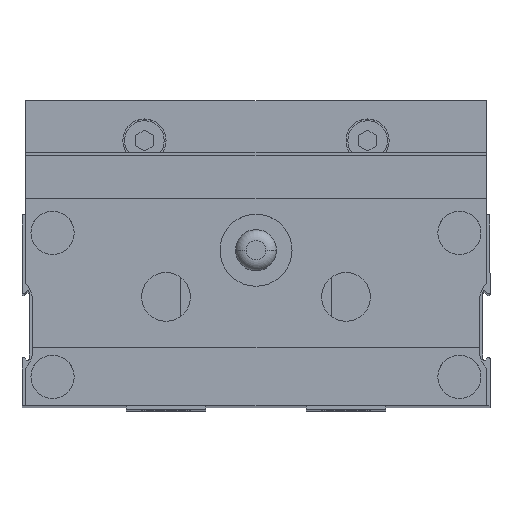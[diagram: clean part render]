
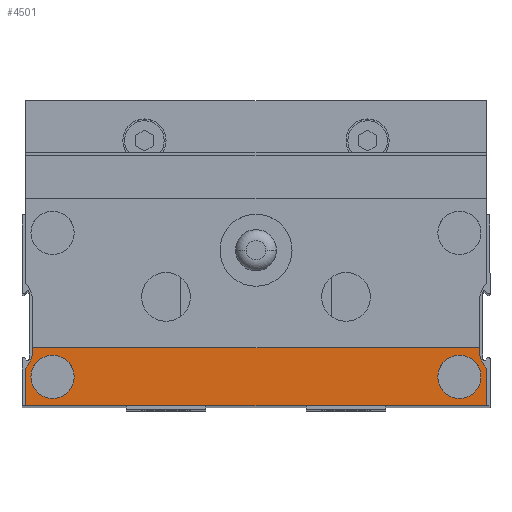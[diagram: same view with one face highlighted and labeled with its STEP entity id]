
A CAD part, top view. The second image highlights one B-rep face of the part: STEP entity #4501.
In plain terms, the highlighted planar face has unit normal (0, 0, 1).
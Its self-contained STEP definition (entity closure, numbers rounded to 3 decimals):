
#60 = FACE_OUTER_BOUND ( 'NONE', #13189, .T. ) ;
#624 = ORIENTED_EDGE ( 'NONE', *, *, #24551, .F. ) ;
#749 = DIRECTION ( 'NONE',  ( 1., 0., 0. ) ) ;
#797 = CARTESIAN_POINT ( 'NONE',  ( -32., 5.7, 163. ) ) ;
#814 = DIRECTION ( 'NONE',  ( 0., 0., 1. ) ) ;
#992 = CARTESIAN_POINT ( 'NONE',  ( 31.25, 4.5, 163. ) ) ;
#1288 = ORIENTED_EDGE ( 'NONE', *, *, #9934, .T. ) ;
#1480 = CIRCLE ( 'NONE', #14025, 4. ) ;
#1580 = CIRCLE ( 'NONE', #20177, 3. ) ;
#1886 = AXIS2_PLACEMENT_3D ( 'NONE', #9724, #17209, #24906 ) ;
#1896 = CIRCLE ( 'NONE', #3906, 3. ) ;
#1969 = AXIS2_PLACEMENT_3D ( 'NONE', #14381, #10935, #10815 ) ;
#2073 = DIRECTION ( 'NONE',  ( 1., 0., 0. ) ) ;
#2319 = AXIS2_PLACEMENT_3D ( 'NONE', #5091, #16287, #14744 ) ;
#2660 = VECTOR ( 'NONE', #749, 1000. ) ;
#2952 = VECTOR ( 'NONE', #8500, 1000. ) ;
#3060 = LINE ( 'NONE', #4840, #21170 ) ;
#3773 = EDGE_LOOP ( 'NONE', ( #11081, #8133 ) ) ;
#3906 = AXIS2_PLACEMENT_3D ( 'NONE', #4570, #814, #6607 ) ;
#3949 = LINE ( 'NONE', #15750, #11944 ) ;
#4195 = CARTESIAN_POINT ( 'NONE',  ( -31., 8.5, 163. ) ) ;
#4476 = ORIENTED_EDGE ( 'NONE', *, *, #14932, .T. ) ;
#4501 = ADVANCED_FACE ( 'NONE', ( #6122, #21302, #60 ), #23689, .T. ) ;
#4570 = CARTESIAN_POINT ( 'NONE',  ( -28.25, 4.5, 163. ) ) ;
#4840 = CARTESIAN_POINT ( 'NONE',  ( 31., 8.346, 163. ) ) ;
#5091 = CARTESIAN_POINT ( 'NONE',  ( 35., 8.346, 163. ) ) ;
#6004 = DIRECTION ( 'NONE',  ( 0., 0., 1. ) ) ;
#6071 = DIRECTION ( 'NONE',  ( 1., 0., 0. ) ) ;
#6122 = FACE_BOUND ( 'NONE', #9403, .T. ) ;
#6382 = CARTESIAN_POINT ( 'NONE',  ( -35., 8.346, 163. ) ) ;
#6607 = DIRECTION ( 'NONE',  ( 1., 0., 0. ) ) ;
#6754 = LINE ( 'NONE', #6879, #9646 ) ;
#6879 = CARTESIAN_POINT ( 'NONE',  ( -35., 8.5, 163. ) ) ;
#8133 = ORIENTED_EDGE ( 'NONE', *, *, #10658, .F. ) ;
#8500 = DIRECTION ( 'NONE',  ( 0., -1., 0. ) ) ;
#8766 = EDGE_CURVE ( 'NONE', #14210, #10345, #3949, .T. ) ;
#8856 = VERTEX_POINT ( 'NONE', #4195 ) ;
#9403 = EDGE_LOOP ( 'NONE', ( #10460, #14393 ) ) ;
#9404 = VERTEX_POINT ( 'NONE', #11593 ) ;
#9555 = CARTESIAN_POINT ( 'NONE',  ( -25.25, 4.5, 163. ) ) ;
#9562 = ORIENTED_EDGE ( 'NONE', *, *, #8766, .T. ) ;
#9646 = VECTOR ( 'NONE', #20655, 1000. ) ;
#9724 = CARTESIAN_POINT ( 'NONE',  ( 28.25, 4.5, 163. ) ) ;
#9934 = EDGE_CURVE ( 'NONE', #9404, #10660, #1480, .T. ) ;
#10045 = VERTEX_POINT ( 'NONE', #12793 ) ;
#10229 = CARTESIAN_POINT ( 'NONE',  ( 28.25, 4.5, 163. ) ) ;
#10282 = ORIENTED_EDGE ( 'NONE', *, *, #12347, .T. ) ;
#10345 = VERTEX_POINT ( 'NONE', #18137 ) ;
#10460 = ORIENTED_EDGE ( 'NONE', *, *, #14361, .F. ) ;
#10543 = DIRECTION ( 'NONE',  ( 0., 1., 0. ) ) ;
#10595 = CARTESIAN_POINT ( 'NONE',  ( 25.25, 4.5, 163. ) ) ;
#10658 = EDGE_CURVE ( 'NONE', #10045, #24318, #19362, .T. ) ;
#10660 = VERTEX_POINT ( 'NONE', #16421 ) ;
#10811 = VERTEX_POINT ( 'NONE', #13463 ) ;
#10815 = DIRECTION ( 'NONE',  ( 1., 0., 0. ) ) ;
#10935 = DIRECTION ( 'NONE',  ( 0., 0., 1. ) ) ;
#11081 = ORIENTED_EDGE ( 'NONE', *, *, #18068, .F. ) ;
#11419 = LINE ( 'NONE', #22687, #14883 ) ;
#11552 = EDGE_CURVE ( 'NONE', #10660, #23491, #14449, .T. ) ;
#11593 = CARTESIAN_POINT ( 'NONE',  ( -31., 8.346, 163. ) ) ;
#11944 = VECTOR ( 'NONE', #21420, 1000. ) ;
#12183 = DIRECTION ( 'NONE',  ( 0., 0., -1. ) ) ;
#12347 = EDGE_CURVE ( 'NONE', #18849, #10811, #3060, .T. ) ;
#12751 = CIRCLE ( 'NONE', #2319, 4. ) ;
#12793 = CARTESIAN_POINT ( 'NONE',  ( -31.25, 4.5, 163. ) ) ;
#13189 = EDGE_LOOP ( 'NONE', ( #624, #16862, #1288, #14233, #16576, #9562, #4476, #10282 ) ) ;
#13463 = CARTESIAN_POINT ( 'NONE',  ( 31., 8.5, 163. ) ) ;
#14017 = CIRCLE ( 'NONE', #1886, 3. ) ;
#14025 = AXIS2_PLACEMENT_3D ( 'NONE', #6382, #12183, #23695 ) ;
#14210 = VERTEX_POINT ( 'NONE', #24147 ) ;
#14233 = ORIENTED_EDGE ( 'NONE', *, *, #11552, .T. ) ;
#14361 = EDGE_CURVE ( 'NONE', #21364, #22650, #14017, .T. ) ;
#14381 = CARTESIAN_POINT ( 'NONE',  ( -28.25, 4.5, 163. ) ) ;
#14393 = ORIENTED_EDGE ( 'NONE', *, *, #20154, .F. ) ;
#14449 = LINE ( 'NONE', #797, #2952 ) ;
#14744 = DIRECTION ( 'NONE',  ( 1., 0., 0. ) ) ;
#14883 = VECTOR ( 'NONE', #20791, 1000. ) ;
#14893 = LINE ( 'NONE', #24603, #2660 ) ;
#14932 = EDGE_CURVE ( 'NONE', #10345, #18849, #12751, .T. ) ;
#15171 = EDGE_CURVE ( 'NONE', #8856, #9404, #11419, .T. ) ;
#15197 = CARTESIAN_POINT ( 'NONE',  ( 31., 8.346, 163. ) ) ;
#15750 = CARTESIAN_POINT ( 'NONE',  ( 32., 0.5, 163. ) ) ;
#16272 = CARTESIAN_POINT ( 'NONE',  ( -32., 0.5, 163. ) ) ;
#16287 = DIRECTION ( 'NONE',  ( 0., 0., -1. ) ) ;
#16421 = CARTESIAN_POINT ( 'NONE',  ( -32., 5.7, 163. ) ) ;
#16576 = ORIENTED_EDGE ( 'NONE', *, *, #17805, .T. ) ;
#16862 = ORIENTED_EDGE ( 'NONE', *, *, #15171, .T. ) ;
#17209 = DIRECTION ( 'NONE',  ( 0., 0., 1. ) ) ;
#17461 = AXIS2_PLACEMENT_3D ( 'NONE', #23320, #6004, #2073 ) ;
#17805 = EDGE_CURVE ( 'NONE', #23491, #14210, #14893, .T. ) ;
#17850 = DIRECTION ( 'NONE',  ( 0., 0., 1. ) ) ;
#18068 = EDGE_CURVE ( 'NONE', #24318, #10045, #1896, .T. ) ;
#18137 = CARTESIAN_POINT ( 'NONE',  ( 32., 5.7, 163. ) ) ;
#18849 = VERTEX_POINT ( 'NONE', #15197 ) ;
#19362 = CIRCLE ( 'NONE', #1969, 3. ) ;
#20154 = EDGE_CURVE ( 'NONE', #22650, #21364, #1580, .T. ) ;
#20177 = AXIS2_PLACEMENT_3D ( 'NONE', #10229, #17850, #6071 ) ;
#20655 = DIRECTION ( 'NONE',  ( 1., 0., 0. ) ) ;
#20791 = DIRECTION ( 'NONE',  ( 0., -1., 0. ) ) ;
#21170 = VECTOR ( 'NONE', #10543, 1000. ) ;
#21302 = FACE_BOUND ( 'NONE', #3773, .T. ) ;
#21364 = VERTEX_POINT ( 'NONE', #992 ) ;
#21420 = DIRECTION ( 'NONE',  ( 0., 1., 0. ) ) ;
#22650 = VERTEX_POINT ( 'NONE', #10595 ) ;
#22687 = CARTESIAN_POINT ( 'NONE',  ( -31., 14.854, 163. ) ) ;
#23320 = CARTESIAN_POINT ( 'NONE',  ( -35., 14.854, 163. ) ) ;
#23491 = VERTEX_POINT ( 'NONE', #16272 ) ;
#23689 = PLANE ( 'NONE',  #17461 ) ;
#23695 = DIRECTION ( 'NONE',  ( 1., 0., 0. ) ) ;
#24147 = CARTESIAN_POINT ( 'NONE',  ( 32., 0.5, 163. ) ) ;
#24318 = VERTEX_POINT ( 'NONE', #9555 ) ;
#24551 = EDGE_CURVE ( 'NONE', #8856, #10811, #6754, .T. ) ;
#24603 = CARTESIAN_POINT ( 'NONE',  ( -32., 0.5, 163. ) ) ;
#24906 = DIRECTION ( 'NONE',  ( 1., 0., 0. ) ) ;
